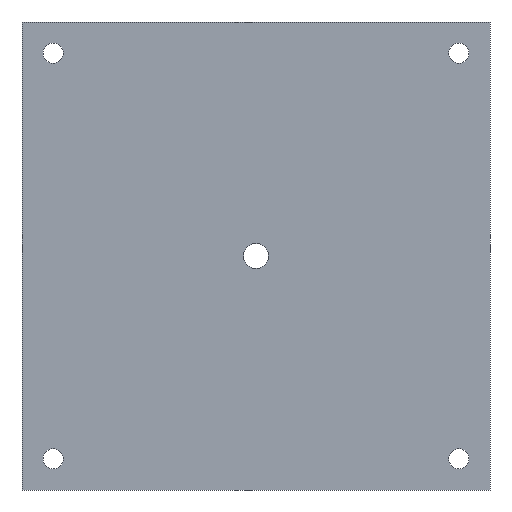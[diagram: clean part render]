
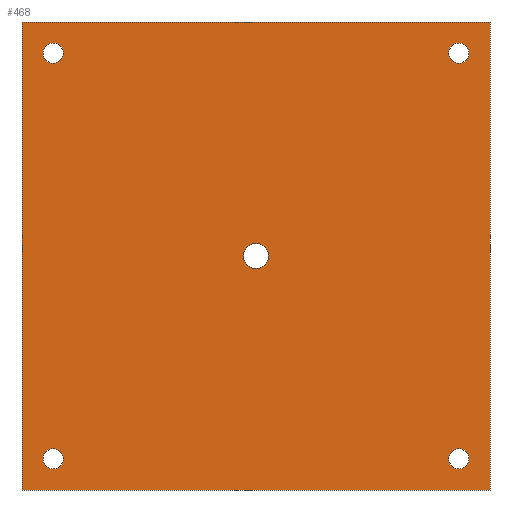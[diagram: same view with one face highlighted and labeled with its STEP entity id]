
A CAD part, front view. The second image highlights one B-rep face of the part: STEP entity #468.
In plain terms, the highlighted planar face has unit normal (0, -1, 0).
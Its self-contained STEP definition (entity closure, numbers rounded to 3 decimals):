
#2 = EDGE_CURVE ( 'NONE', #439, #182, #51, .T. ) ;
#5 = ORIENTED_EDGE ( 'NONE', *, *, #523, .T. ) ;
#8 = ORIENTED_EDGE ( 'NONE', *, *, #19, .T. ) ;
#12 = ORIENTED_EDGE ( 'NONE', *, *, #2, .T. ) ;
#13 = VERTEX_POINT ( 'NONE', #102 ) ;
#14 = EDGE_CURVE ( 'NONE', #552, #28, #107, .T. ) ;
#19 = EDGE_CURVE ( 'NONE', #541, #483, #154, .T. ) ;
#20 = EDGE_CURVE ( 'NONE', #484, #56, #161, .T. ) ;
#21 = ORIENTED_EDGE ( 'NONE', *, *, #38, .T. ) ;
#26 = EDGE_CURVE ( 'NONE', #458, #556, #231, .T. ) ;
#28 = VERTEX_POINT ( 'NONE', #240 ) ;
#38 = EDGE_CURVE ( 'NONE', #182, #439, #264, .T. ) ;
#39 = EDGE_LOOP ( 'NONE', ( #553, #8 ) ) ;
#51 = CIRCLE ( 'NONE', #57, 4. ) ;
#56 = VERTEX_POINT ( 'NONE', #311 ) ;
#57 = AXIS2_PLACEMENT_3D ( 'NONE', #58, #59, #60 ) ;
#58 = CARTESIAN_POINT ( 'NONE',  ( 0., -5., 0. ) ) ;
#59 = DIRECTION ( 'NONE',  ( 0., 1., 0. ) ) ;
#60 = DIRECTION ( 'NONE',  ( 0., 0., 1. ) ) ;
#84 = CARTESIAN_POINT ( 'NONE',  ( 65., -5., 68.25 ) ) ;
#89 = CARTESIAN_POINT ( 'NONE',  ( -65., -5., 61.75 ) ) ;
#102 = CARTESIAN_POINT ( 'NONE',  ( -75., -5., -75. ) ) ;
#107 = LINE ( 'NONE', #108, #109 ) ;
#108 = CARTESIAN_POINT ( 'NONE',  ( -75., -5., 75. ) ) ;
#109 = VECTOR ( 'NONE', #110, 1000. ) ;
#110 = DIRECTION ( 'NONE',  ( 1., 0., 0. ) ) ;
#121 = LINE ( 'NONE', #122, #123 ) ;
#122 = CARTESIAN_POINT ( 'NONE',  ( -75., -5., -75. ) ) ;
#123 = VECTOR ( 'NONE', #124, 1000. ) ;
#124 = DIRECTION ( 'NONE',  ( -1., 0., 0. ) ) ;
#138 = CARTESIAN_POINT ( 'NONE',  ( -75., -5., 75. ) ) ;
#143 = CIRCLE ( 'NONE', #144, 3.25 ) ;
#144 = AXIS2_PLACEMENT_3D ( 'NONE', #145, #148, #149 ) ;
#145 = CARTESIAN_POINT ( 'NONE',  ( 65., -5., -65. ) ) ;
#146 = ORIENTED_EDGE ( 'NONE', *, *, #20, .T. ) ;
#148 = DIRECTION ( 'NONE',  ( 0., 1., 0. ) ) ;
#149 = DIRECTION ( 'NONE',  ( 0., 0., 1. ) ) ;
#154 = CIRCLE ( 'NONE', #155, 3.25 ) ;
#155 = AXIS2_PLACEMENT_3D ( 'NONE', #156, #157, #158 ) ;
#156 = CARTESIAN_POINT ( 'NONE',  ( 65., -5., 65. ) ) ;
#157 = DIRECTION ( 'NONE',  ( 0., 1., 0. ) ) ;
#158 = DIRECTION ( 'NONE',  ( 0., 0., 1. ) ) ;
#159 = CARTESIAN_POINT ( 'NONE',  ( -65., -5., -68.25 ) ) ;
#160 = CARTESIAN_POINT ( 'NONE',  ( 65., -5., -61.75 ) ) ;
#161 = CIRCLE ( 'NONE', #162, 3.25 ) ;
#162 = AXIS2_PLACEMENT_3D ( 'NONE', #163, #164, #165 ) ;
#163 = CARTESIAN_POINT ( 'NONE',  ( -65., -5., 65. ) ) ;
#164 = DIRECTION ( 'NONE',  ( 0., 1., 0. ) ) ;
#165 = DIRECTION ( 'NONE',  ( 0., 0., 1. ) ) ;
#180 = ORIENTED_EDGE ( 'NONE', *, *, #446, .T. ) ;
#181 = EDGE_CURVE ( 'NONE', #28, #420, #356, .T. ) ;
#182 = VERTEX_POINT ( 'NONE', #378 ) ;
#185 = CARTESIAN_POINT ( 'NONE',  ( 75., -5., -75. ) ) ;
#186 = CIRCLE ( 'NONE', #187, 3.25 ) ;
#187 = AXIS2_PLACEMENT_3D ( 'NONE', #188, #189, #190 ) ;
#188 = CARTESIAN_POINT ( 'NONE',  ( -65., -5., -65. ) ) ;
#189 = DIRECTION ( 'NONE',  ( 0., 1., 0. ) ) ;
#190 = DIRECTION ( 'NONE',  ( 0., 0., 1. ) ) ;
#225 = CARTESIAN_POINT ( 'NONE',  ( 0., -5., 4. ) ) ;
#231 = CIRCLE ( 'NONE', #232, 3.25 ) ;
#232 = AXIS2_PLACEMENT_3D ( 'NONE', #233, #234, #235 ) ;
#233 = CARTESIAN_POINT ( 'NONE',  ( 65., -5., -65. ) ) ;
#234 = DIRECTION ( 'NONE',  ( 0., 1., 0. ) ) ;
#235 = DIRECTION ( 'NONE',  ( 0., 0., 1. ) ) ;
#240 = CARTESIAN_POINT ( 'NONE',  ( 75., -5., 75. ) ) ;
#247 = CIRCLE ( 'NONE', #248, 3.25 ) ;
#248 = AXIS2_PLACEMENT_3D ( 'NONE', #249, #251, #252 ) ;
#249 = CARTESIAN_POINT ( 'NONE',  ( -65., -5., 65. ) ) ;
#250 = EDGE_CURVE ( 'NONE', #483, #541, #392, .T. ) ;
#251 = DIRECTION ( 'NONE',  ( 0., 1., 0. ) ) ;
#252 = DIRECTION ( 'NONE',  ( 0., 0., 1. ) ) ;
#264 = CIRCLE ( 'NONE', #265, 4. ) ;
#265 = AXIS2_PLACEMENT_3D ( 'NONE', #266, #268, #269 ) ;
#266 = CARTESIAN_POINT ( 'NONE',  ( 0., -5., 0. ) ) ;
#268 = DIRECTION ( 'NONE',  ( 0., 1., 0. ) ) ;
#269 = DIRECTION ( 'NONE',  ( 0., 0., 1. ) ) ;
#311 = CARTESIAN_POINT ( 'NONE',  ( -65., -5., 68.25 ) ) ;
#313 = CARTESIAN_POINT ( 'NONE',  ( 65., -5., -68.25 ) ) ;
#314 = CIRCLE ( 'NONE', #315, 3.25 ) ;
#315 = AXIS2_PLACEMENT_3D ( 'NONE', #316, #318, #319 ) ;
#316 = CARTESIAN_POINT ( 'NONE',  ( -65., -5., -65. ) ) ;
#318 = DIRECTION ( 'NONE',  ( 0., 1., 0. ) ) ;
#319 = DIRECTION ( 'NONE',  ( 0., 0., 1. ) ) ;
#339 = LINE ( 'NONE', #340, #341 ) ;
#340 = CARTESIAN_POINT ( 'NONE',  ( -75., -5., -75. ) ) ;
#341 = VECTOR ( 'NONE', #342, 1000. ) ;
#342 = DIRECTION ( 'NONE',  ( 0., 0., 1. ) ) ;
#350 = CARTESIAN_POINT ( 'NONE',  ( -65., -5., -61.75 ) ) ;
#356 = LINE ( 'NONE', #357, #358 ) ;
#357 = CARTESIAN_POINT ( 'NONE',  ( 75., -5., -75. ) ) ;
#358 = VECTOR ( 'NONE', #359, 1000. ) ;
#359 = DIRECTION ( 'NONE',  ( 0., 0., -1. ) ) ;
#360 = FACE_BOUND ( 'NONE', #451, .T. ) ;
#361 = FACE_BOUND ( 'NONE', #503, .T. ) ;
#362 = FACE_BOUND ( 'NONE', #548, .T. ) ;
#363 = FACE_BOUND ( 'NONE', #538, .T. ) ;
#364 = FACE_BOUND ( 'NONE', #39, .T. ) ;
#365 = FACE_OUTER_BOUND ( 'NONE', #464, .T. ) ;
#366 = PLANE ( 'NONE',  #368 ) ;
#368 = AXIS2_PLACEMENT_3D ( 'NONE', #369, #370, #371 ) ;
#369 = CARTESIAN_POINT ( 'NONE',  ( -75., -5., -75. ) ) ;
#370 = DIRECTION ( 'NONE',  ( 0., 1., 0. ) ) ;
#371 = DIRECTION ( 'NONE',  ( 0., 0., 1. ) ) ;
#378 = CARTESIAN_POINT ( 'NONE',  ( 0., -5., -4. ) ) ;
#392 = CIRCLE ( 'NONE', #393, 3.25 ) ;
#393 = AXIS2_PLACEMENT_3D ( 'NONE', #394, #395, #396 ) ;
#394 = CARTESIAN_POINT ( 'NONE',  ( 65., -5., 65. ) ) ;
#395 = DIRECTION ( 'NONE',  ( 0., 1., 0. ) ) ;
#396 = DIRECTION ( 'NONE',  ( 0., 0., 1. ) ) ;
#401 = CARTESIAN_POINT ( 'NONE',  ( 65., -5., 61.75 ) ) ;
#420 = VERTEX_POINT ( 'NONE', #185 ) ;
#439 = VERTEX_POINT ( 'NONE', #225 ) ;
#443 = ORIENTED_EDGE ( 'NONE', *, *, #555, .T. ) ;
#446 = EDGE_CURVE ( 'NONE', #56, #484, #247, .T. ) ;
#451 = EDGE_LOOP ( 'NONE', ( #12, #21 ) ) ;
#458 = VERTEX_POINT ( 'NONE', #313 ) ;
#464 = EDGE_LOOP ( 'NONE', ( #531, #546, #524, #507 ) ) ;
#468 = ADVANCED_FACE ( 'NONE', ( #360, #361, #362, #363, #364, #365 ), #366, .F. ) ;
#483 = VERTEX_POINT ( 'NONE', #84 ) ;
#484 = VERTEX_POINT ( 'NONE', #89 ) ;
#487 = ORIENTED_EDGE ( 'NONE', *, *, #499, .T. ) ;
#491 = EDGE_CURVE ( 'NONE', #420, #13, #121, .T. ) ;
#495 = VERTEX_POINT ( 'NONE', #159 ) ;
#499 = EDGE_CURVE ( 'NONE', #495, #530, #186, .T. ) ;
#503 = EDGE_LOOP ( 'NONE', ( #180, #146 ) ) ;
#507 = ORIENTED_EDGE ( 'NONE', *, *, #14, .F. ) ;
#523 = EDGE_CURVE ( 'NONE', #530, #495, #314, .T. ) ;
#524 = ORIENTED_EDGE ( 'NONE', *, *, #181, .F. ) ;
#526 = EDGE_CURVE ( 'NONE', #13, #552, #339, .T. ) ;
#530 = VERTEX_POINT ( 'NONE', #350 ) ;
#531 = ORIENTED_EDGE ( 'NONE', *, *, #526, .F. ) ;
#538 = EDGE_LOOP ( 'NONE', ( #443, #547 ) ) ;
#541 = VERTEX_POINT ( 'NONE', #401 ) ;
#546 = ORIENTED_EDGE ( 'NONE', *, *, #491, .F. ) ;
#547 = ORIENTED_EDGE ( 'NONE', *, *, #26, .T. ) ;
#548 = EDGE_LOOP ( 'NONE', ( #5, #487 ) ) ;
#552 = VERTEX_POINT ( 'NONE', #138 ) ;
#553 = ORIENTED_EDGE ( 'NONE', *, *, #250, .T. ) ;
#555 = EDGE_CURVE ( 'NONE', #556, #458, #143, .T. ) ;
#556 = VERTEX_POINT ( 'NONE', #160 ) ;
